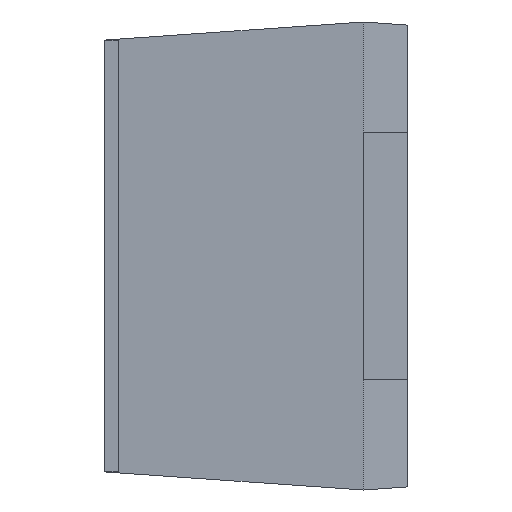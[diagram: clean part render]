
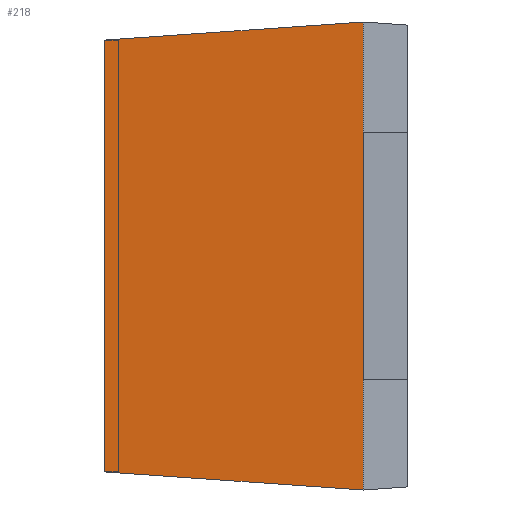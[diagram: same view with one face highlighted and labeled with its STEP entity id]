
A CAD part, left-side view. The second image highlights one B-rep face of the part: STEP entity #218.
In plain terms, the highlighted planar face has unit normal (-0.998, 0.07, 0).
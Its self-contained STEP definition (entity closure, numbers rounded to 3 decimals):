
#71 = LINE ( 'NONE', #264, #131 ) ;
#82 = DIRECTION ( 'NONE',  ( 0.998, -0.07, 0. ) ) ;
#124 = VERTEX_POINT ( 'NONE', #923 ) ;
#131 = VECTOR ( 'NONE', #838, 1000. ) ;
#161 = LINE ( 'NONE', #817, #960 ) ;
#218 = ADVANCED_FACE ( 'NONE', ( #234 ), #947, .F. ) ;
#234 = FACE_OUTER_BOUND ( 'NONE', #336, .T. ) ;
#246 = CARTESIAN_POINT ( 'NONE',  ( -1.3, 0.16, 0.85 ) ) ;
#249 = AXIS2_PLACEMENT_3D ( 'NONE', #462, #82, #368 ) ;
#264 = CARTESIAN_POINT ( 'NONE',  ( -1.3, 0.16, 0.85 ) ) ;
#278 = EDGE_CURVE ( 'NONE', #779, #922, #161, .T. ) ;
#295 = EDGE_CURVE ( 'NONE', #439, #124, #1216, .T. ) ;
#301 = ORIENTED_EDGE ( 'NONE', *, *, #473, .F. ) ;
#336 = EDGE_LOOP ( 'NONE', ( #752, #301, #536, #911 ) ) ;
#368 = DIRECTION ( 'NONE',  ( 0., 0., -1. ) ) ;
#394 = CARTESIAN_POINT ( 'NONE',  ( -1.3, 0.16, -0.85 ) ) ;
#439 = VERTEX_POINT ( 'NONE', #847 ) ;
#462 = CARTESIAN_POINT ( 'NONE',  ( -1.3, 0.16, 0.85 ) ) ;
#473 = EDGE_CURVE ( 'NONE', #124, #779, #71, .T. ) ;
#524 = LINE ( 'NONE', #1054, #572 ) ;
#527 = CARTESIAN_POINT ( 'NONE',  ( -1.234, 1.1, -0.784 ) ) ;
#536 = ORIENTED_EDGE ( 'NONE', *, *, #295, .F. ) ;
#572 = VECTOR ( 'NONE', #593, 1000. ) ;
#573 = VECTOR ( 'NONE', #1207, 1000. ) ;
#593 = DIRECTION ( 'NONE',  ( 0., 0., 1. ) ) ;
#671 = EDGE_CURVE ( 'NONE', #922, #439, #524, .T. ) ;
#752 = ORIENTED_EDGE ( 'NONE', *, *, #278, .F. ) ;
#779 = VERTEX_POINT ( 'NONE', #394 ) ;
#817 = CARTESIAN_POINT ( 'NONE',  ( -1.235, 1.095, -0.785 ) ) ;
#838 = DIRECTION ( 'NONE',  ( 0., 0., -1. ) ) ;
#847 = CARTESIAN_POINT ( 'NONE',  ( -1.234, 1.1, 0.784 ) ) ;
#911 = ORIENTED_EDGE ( 'NONE', *, *, #671, .F. ) ;
#922 = VERTEX_POINT ( 'NONE', #527 ) ;
#923 = CARTESIAN_POINT ( 'NONE',  ( -1.3, 0.16, 0.85 ) ) ;
#947 = PLANE ( 'NONE',  #249 ) ;
#960 = VECTOR ( 'NONE', #1213, 1000. ) ;
#1054 = CARTESIAN_POINT ( 'NONE',  ( -1.234, 1.1, 0.85 ) ) ;
#1207 = DIRECTION ( 'NONE',  ( -0.07, -0.995, 0.07 ) ) ;
#1213 = DIRECTION ( 'NONE',  ( 0.07, 0.995, 0.07 ) ) ;
#1216 = LINE ( 'NONE', #246, #573 ) ;
